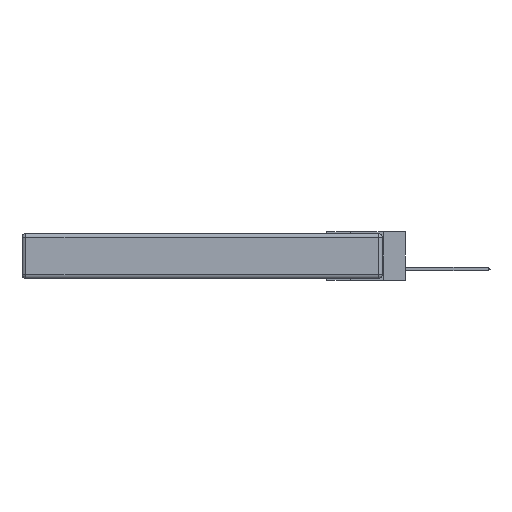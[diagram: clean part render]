
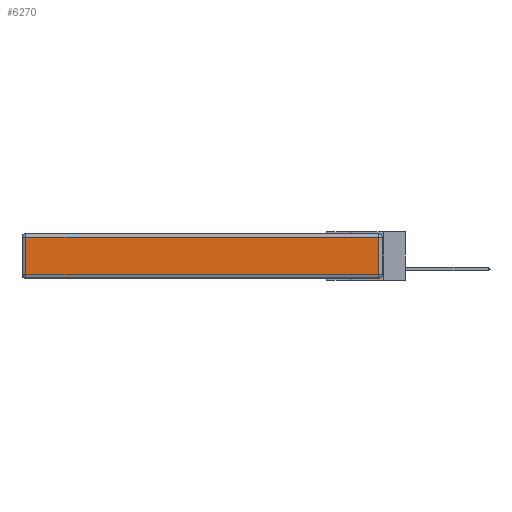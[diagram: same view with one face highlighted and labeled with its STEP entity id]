
A CAD part, left-side view. The second image highlights one B-rep face of the part: STEP entity #6270.
In plain terms, the highlighted planar face has unit normal (-1, 0, 0).
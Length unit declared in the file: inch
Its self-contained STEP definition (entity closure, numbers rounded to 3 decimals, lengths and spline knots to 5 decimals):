
#1265 = CARTESIAN_POINT ( 'NONE',  ( 0., 2.72, -0.313 ) ) ;
#1275 = ORIENTED_EDGE ( 'NONE', *, *, #8076, .T. ) ;
#1513 = LINE ( 'NONE', #31377, #27742 ) ;
#1632 = DIRECTION ( 'NONE',  ( 0., 0., -1. ) ) ;
#2165 = CARTESIAN_POINT ( 'NONE',  ( 0., 0.03, -0.03 ) ) ;
#2501 = LINE ( 'NONE', #17422, #14392 ) ;
#2883 = DIRECTION ( 'NONE',  ( -1., 0., 0. ) ) ;
#3008 = CARTESIAN_POINT ( 'NONE',  ( 0., 2.75, -0.03 ) ) ;
#3486 = LINE ( 'NONE', #3008, #9848 ) ;
#5112 = CARTESIAN_POINT ( 'NONE',  ( 0., 0., -0.343 ) ) ;
#5458 = ORIENTED_EDGE ( 'NONE', *, *, #24875, .T. ) ;
#6270 = ADVANCED_FACE ( 'NONE', ( #13968 ), #15083, .T. ) ;
#6711 = CARTESIAN_POINT ( 'NONE',  ( 0., 0.03, -0.313 ) ) ;
#7089 = VECTOR ( 'NONE', #1632, 39.37008 ) ;
#7109 = AXIS2_PLACEMENT_3D ( 'NONE', #5112, #2883, #12853 ) ;
#8002 = DIRECTION ( 'NONE',  ( 0., 1., 0. ) ) ;
#8076 = EDGE_CURVE ( 'NONE', #13901, #31369, #3486, .T. ) ;
#9848 = VECTOR ( 'NONE', #8002, 39.37008 ) ;
#11179 = DIRECTION ( 'NONE',  ( 0., -1., 0. ) ) ;
#12853 = DIRECTION ( 'NONE',  ( 0., 0., 1. ) ) ;
#13901 = VERTEX_POINT ( 'NONE', #2165 ) ;
#13968 = FACE_OUTER_BOUND ( 'NONE', #24605, .T. ) ;
#14392 = VECTOR ( 'NONE', #25075, 39.37008 ) ;
#15083 = PLANE ( 'NONE',  #7109 ) ;
#15995 = CARTESIAN_POINT ( 'NONE',  ( 0., 2.72, -0.03 ) ) ;
#17422 = CARTESIAN_POINT ( 'NONE',  ( 0., 0.03, -0.343 ) ) ;
#17440 = EDGE_CURVE ( 'NONE', #26772, #22356, #1513, .T. ) ;
#17579 = EDGE_CURVE ( 'NONE', #31369, #26772, #22521, .T. ) ;
#22356 = VERTEX_POINT ( 'NONE', #6711 ) ;
#22521 = LINE ( 'NONE', #31272, #7089 ) ;
#24510 = ORIENTED_EDGE ( 'NONE', *, *, #17440, .T. ) ;
#24605 = EDGE_LOOP ( 'NONE', ( #24510, #5458, #1275, #25080 ) ) ;
#24875 = EDGE_CURVE ( 'NONE', #22356, #13901, #2501, .T. ) ;
#25075 = DIRECTION ( 'NONE',  ( 0., 0., 1. ) ) ;
#25080 = ORIENTED_EDGE ( 'NONE', *, *, #17579, .T. ) ;
#26772 = VERTEX_POINT ( 'NONE', #1265 ) ;
#27742 = VECTOR ( 'NONE', #11179, 39.37008 ) ;
#31272 = CARTESIAN_POINT ( 'NONE',  ( 0., 2.72, -0.343 ) ) ;
#31369 = VERTEX_POINT ( 'NONE', #15995 ) ;
#31377 = CARTESIAN_POINT ( 'NONE',  ( 0., 0., -0.313 ) ) ;
